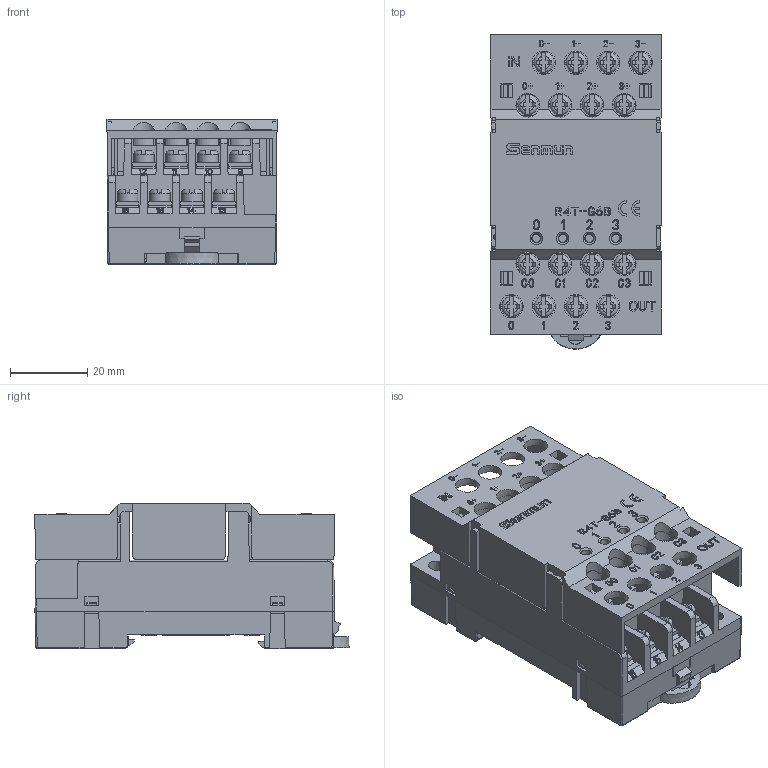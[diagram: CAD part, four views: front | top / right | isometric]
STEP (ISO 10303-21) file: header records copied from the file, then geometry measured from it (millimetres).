
FILE_DESCRIPTION(/* description */ (''),/* implementation_level */ '2;1');
FILE_NAME(/* name */ '',/* time_stamp */ '2025-06-10T13:55:43+08:00',/* author */ (''),/* organization */ (''),/* preprocessor_version */ 'ST-DEVELOPER v14',/* originating_system */ 'SIEMENS PLM Software NX 8.0',/* authorisation */ '');
FILE_SCHEMA (('AUTOMOTIVE_DESIGN { 1 0 10303 214 3 1 1 1 }'));
Products named in the file (1): Admi10448E1Dm7pj
Bounding box: 44.17 x 81.57 x 37.64 mm (x, y, z)
Volume: 66370.9 mm3; surface area: 36967.3 mm2
Topology: 1 solids, 12 shells, 3605 faces, 10272 edges, 6822 vertices
Faces by surface type: plane 3205, cylinder 252, extrusion 63, cone 43, bspline 24, torus 18
Full cylindrical faces by diameter (mm): 1.508 x8, 2 x16, 3 x5, 4.12 x2, 5.3 x16
Entity records: 123550 total; most frequent: CARTESIAN_POINT 30402, ORIENTED_EDGE 20284, DIRECTION 17465, EDGE_CURVE 10142, VECTOR 8771, LINE 8708, VERTEX_POINT 6790, AXIS2_PLACEMENT_3D 4347
